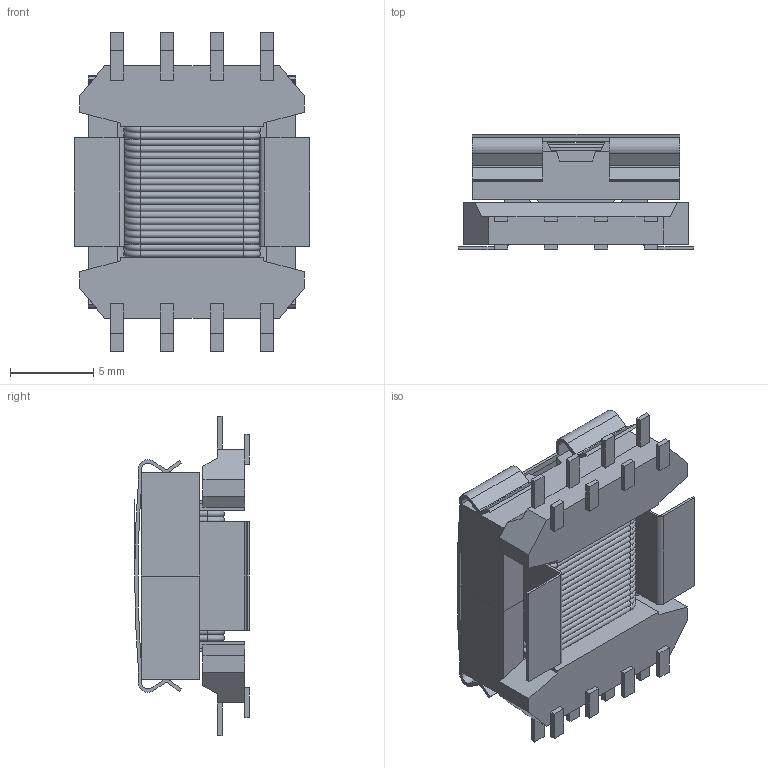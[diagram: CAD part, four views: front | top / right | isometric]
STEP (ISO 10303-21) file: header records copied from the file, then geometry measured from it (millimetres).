
FILE_DESCRIPTION(/* description */ (''),/* implementation_level */ '2;1');
FILE_NAME(/* name */ '05820082-1.stp',/* time_stamp */ '2025-09-05T11:01:37+02:00',/* author */ ('mt'),/* organization */ (''),/* preprocessor_version */ 'ST-DEVELOPER v20.1',/* originating_system */ 'Autodesk Inventor 2026',/* authorisation */ '');
FILE_SCHEMA (('AUTOMOTIVE_DESIGN { 1 0 10303 214 3 1 1 }'));
Length unit declared in the file: millimetre
Products named in the file (6): 05820082-1; Bobin EFD12-1S; Kerne EFD12-6-3,5; Monteringsplade EFD12-6-3,5; 14710101; Mærkning 4x8 mm
Assembly tree (6 placements, depth 2):
  05820082-1
    Bobin EFD12-1S
    Kerne EFD12-6-3,5  x2
    Monteringsplade EFD12-6-3,5
    14710101
    Mærkning 4x8 mm
Bounding box: 14.15 x 6.92 x 19.2 mm (x, y, z)
Volume: 827.8 mm3; surface area: 2704.3 mm2
Topology: 24 solids, 24 shells, 637 faces, 1587 edges, 990 vertices
Faces by surface type: plane 392, cylinder 125, torus 80, bspline 40
Full cylindrical faces by diameter (mm): 0.5 x1
Entity records: 18587 total; most frequent: CARTESIAN_POINT 3593, ORIENTED_EDGE 3022, DIRECTION 2929, EDGE_CURVE 1511, LINE 1097, VECTOR 1097, VERTEX_POINT 940, AXIS2_PLACEMENT_3D 916
